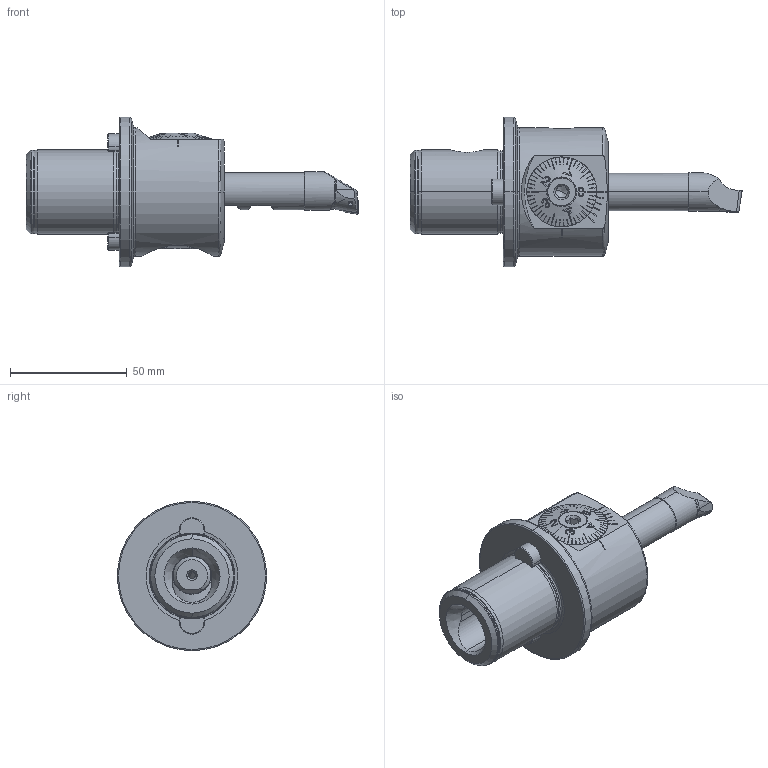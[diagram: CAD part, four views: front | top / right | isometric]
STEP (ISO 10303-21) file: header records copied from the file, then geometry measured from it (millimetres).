
FILE_DESCRIPTION (( 'STEP AP203' ), '1' );
FILE_NAME ('ST6-A55.K01.045.STEP', '2016-02-12T10:10:51', ( 'SWIAdmin' ), ( 'Hewlett-Packard Company' ), 'SwSTEP 2.0', 'SolidWorks 2015', '' );
FILE_SCHEMA (( 'CONFIG_CONTROL_DESIGN' ));
Length unit declared in the file: millimetre
Products named in the file (23): WCA-ER2.001.006_A; ST6-ER2.001.012_A; DIN 3771 - 25x1.5; WCB-ER2.001.009_A; B20-WCA.K11.105; ISO 4026 - M10 x 16; ISO 4026 - M10 x 16_PreviewCfg; Klebstoff D10; ST6-A55.K01.045; ISO 4026 - M10 x 8; A55-BG2.011.016_D; A55-BG3.011.033_A_gek〉zt; A55-BG2.014.007_A; A55-BG1.011.041_C; A55-BG2.015.007_A; A55-BG1.012.007_B; A55-BG1.014.041; A55-BG1.011.041; B20-WCA.K11.105_A; A55-BG2.012.006_B; CCMT060204; ST6-A55.K00.045_D; A55-BG2.013.005_C
Assembly tree (25 placements, depth 4):
  ST6-A55.K01.045
    ST6-A55.K00.045_D
    ST6-ER2.001.012_A  x2
    ISO 4026 - M10 x 16  x2
    ISO 4026 - M10 x 8
    WCB-ER2.001.009_A
    Klebstoff D10
    A55-BG3.011.033_A_gek〉zt
    A55-BG1.014.041
      A55-BG1.011.041
        A55-BG1.011.041_C
        A55-BG1.012.007_B
      A55-BG2.012.006_B
      A55-BG2.013.005_C
      DIN 3771 - 25x1.5
      ISO 4026 - M10 x 16_PreviewCfg  x2
      A55-BG2.015.007_A
        A55-BG2.011.016_D
        A55-BG2.014.007_A
    B20-WCA.K11.105
      B20-WCA.K11.105_A
      CCMT060204
      WCA-ER2.001.006_A
Bounding box: 142.25 x 64 x 64 mm (x, y, z)
Volume: 142524.6 mm3; surface area: 49964.9 mm2
Topology: 21 solids, 21 shells, 915 faces, 2317 edges, 1448 vertices
Faces by surface type: plane 358, cone 237, cylinder 181, torus 81, bspline 54, sphere 4
Entity records: 33899 total; most frequent: CARTESIAN_POINT 11463, ORIENTED_EDGE 4390, DIRECTION 3875, EDGE_CURVE 2195, AXIS2_PLACEMENT_3D 1523, VERTEX_POINT 1382, EDGE_LOOP 915, FACE_OUTER_BOUND 864
